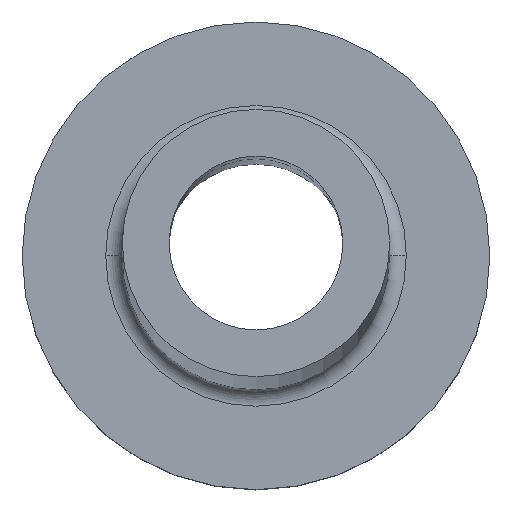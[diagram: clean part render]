
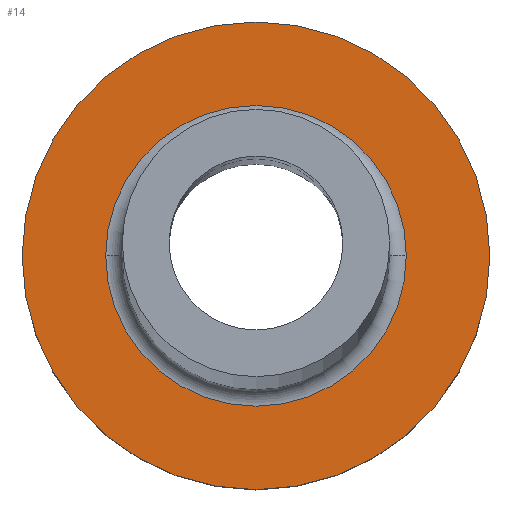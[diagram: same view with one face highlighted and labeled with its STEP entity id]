
A CAD part, top view. The second image highlights one B-rep face of the part: STEP entity #14.
In plain terms, the highlighted planar face has unit normal (0, 0, 1).
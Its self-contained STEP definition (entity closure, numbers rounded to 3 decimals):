
#11 = CIRCLE ( 'NONE', #184, 4.5 ) ;
#14 = ADVANCED_FACE ( 'NONE', ( #426, #137 ), #72, .T. ) ;
#31 = DIRECTION ( 'NONE',  ( 0., 0., 1. ) ) ;
#49 = CARTESIAN_POINT ( 'NONE',  ( -7., 0., 5. ) ) ;
#60 = ORIENTED_EDGE ( 'NONE', *, *, #368, .T. ) ;
#72 = PLANE ( 'NONE',  #243 ) ;
#77 = CARTESIAN_POINT ( 'NONE',  ( 0., 0., 5. ) ) ;
#82 = AXIS2_PLACEMENT_3D ( 'NONE', #166, #121, #307 ) ;
#103 = EDGE_CURVE ( 'NONE', #375, #439, #364, .T. ) ;
#110 = CARTESIAN_POINT ( 'NONE',  ( 0., 0., 5. ) ) ;
#121 = DIRECTION ( 'NONE',  ( 0., 0., 1. ) ) ;
#135 = CARTESIAN_POINT ( 'NONE',  ( -4.5, 0., 5. ) ) ;
#137 = FACE_OUTER_BOUND ( 'NONE', #386, .T. ) ;
#145 = DIRECTION ( 'NONE',  ( 0., 0., -1. ) ) ;
#166 = CARTESIAN_POINT ( 'NONE',  ( 0., 0., 5. ) ) ;
#168 = EDGE_CURVE ( 'NONE', #439, #375, #11, .T. ) ;
#184 = AXIS2_PLACEMENT_3D ( 'NONE', #436, #145, #401 ) ;
#195 = ORIENTED_EDGE ( 'NONE', *, *, #168, .T. ) ;
#205 = DIRECTION ( 'NONE',  ( 1., 0., 0. ) ) ;
#206 = AXIS2_PLACEMENT_3D ( 'NONE', #77, #399, #323 ) ;
#228 = CIRCLE ( 'NONE', #410, 7. ) ;
#234 = EDGE_LOOP ( 'NONE', ( #239, #195 ) ) ;
#239 = ORIENTED_EDGE ( 'NONE', *, *, #103, .T. ) ;
#242 = VERTEX_POINT ( 'NONE', #49 ) ;
#243 = AXIS2_PLACEMENT_3D ( 'NONE', #110, #31, #205 ) ;
#257 = CARTESIAN_POINT ( 'NONE',  ( 4.5, 0., 5. ) ) ;
#277 = CIRCLE ( 'NONE', #82, 7. ) ;
#286 = EDGE_CURVE ( 'NONE', #303, #242, #228, .T. ) ;
#303 = VERTEX_POINT ( 'NONE', #306 ) ;
#306 = CARTESIAN_POINT ( 'NONE',  ( 7., 0., 5. ) ) ;
#307 = DIRECTION ( 'NONE',  ( 1., 0., 0. ) ) ;
#323 = DIRECTION ( 'NONE',  ( 1., 0., 0. ) ) ;
#364 = CIRCLE ( 'NONE', #206, 4.5 ) ;
#368 = EDGE_CURVE ( 'NONE', #242, #303, #277, .T. ) ;
#375 = VERTEX_POINT ( 'NONE', #257 ) ;
#379 = ORIENTED_EDGE ( 'NONE', *, *, #286, .T. ) ;
#386 = EDGE_LOOP ( 'NONE', ( #60, #379 ) ) ;
#399 = DIRECTION ( 'NONE',  ( 0., 0., -1. ) ) ;
#401 = DIRECTION ( 'NONE',  ( 1., 0., 0. ) ) ;
#410 = AXIS2_PLACEMENT_3D ( 'NONE', #451, #412, #447 ) ;
#412 = DIRECTION ( 'NONE',  ( 0., 0., 1. ) ) ;
#426 = FACE_BOUND ( 'NONE', #234, .T. ) ;
#436 = CARTESIAN_POINT ( 'NONE',  ( 0., 0., 5. ) ) ;
#439 = VERTEX_POINT ( 'NONE', #135 ) ;
#447 = DIRECTION ( 'NONE',  ( 1., 0., 0. ) ) ;
#451 = CARTESIAN_POINT ( 'NONE',  ( 0., 0., 5. ) ) ;
